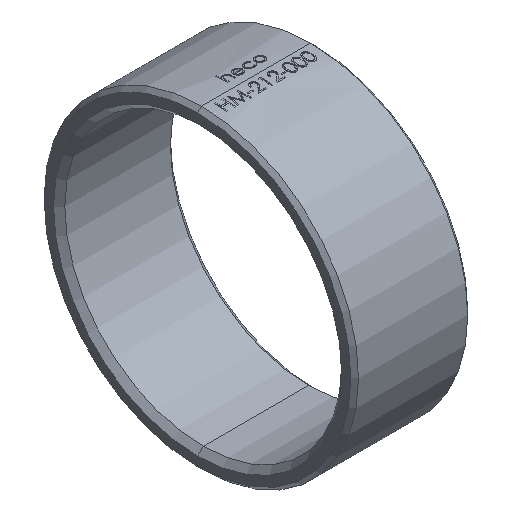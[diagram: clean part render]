
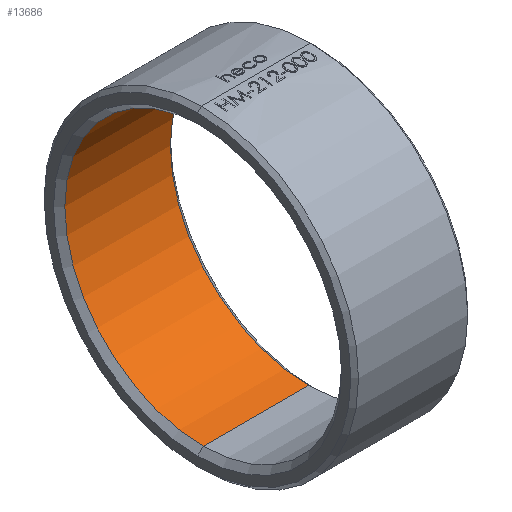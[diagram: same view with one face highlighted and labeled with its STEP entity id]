
A CAD part, isometric view. The second image highlights one B-rep face of the part: STEP entity #13686.
In plain terms, the highlighted cylindrical face has radius 36.115 mm (diameter 72.23 mm), a partial arc.
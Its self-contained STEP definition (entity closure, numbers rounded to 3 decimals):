
#751 = CARTESIAN_POINT ( 'NONE',  ( 1.48, 0., 36.115 ) ) ;
#837 = CIRCLE ( 'NONE', #16359, 36.115 ) ;
#866 = DIRECTION ( 'NONE',  ( 0., 0., 1. ) ) ;
#1215 = DIRECTION ( 'NONE',  ( -1., 0., 0. ) ) ;
#1544 = CARTESIAN_POINT ( 'NONE',  ( 30.501, 0., -36.115 ) ) ;
#1919 = AXIS2_PLACEMENT_3D ( 'NONE', #19566, #1215, #4242 ) ;
#1990 = LINE ( 'NONE', #1544, #5536 ) ;
#2476 = EDGE_CURVE ( 'NONE', #15440, #16636, #16320, .T. ) ;
#2959 = CARTESIAN_POINT ( 'NONE',  ( 29.02, 0., 0. ) ) ;
#4242 = DIRECTION ( 'NONE',  ( 0., 0., -1. ) ) ;
#4393 = CARTESIAN_POINT ( 'NONE',  ( 1.48, 0., -36.115 ) ) ;
#4414 = FACE_OUTER_BOUND ( 'NONE', #18889, .T. ) ;
#4495 = DIRECTION ( 'NONE',  ( -1., 0., 0. ) ) ;
#5536 = VECTOR ( 'NONE', #4495, 1000. ) ;
#6125 = DIRECTION ( 'NONE',  ( -1., 0., 0. ) ) ;
#6333 = CARTESIAN_POINT ( 'NONE',  ( 30.501, 0., 36.115 ) ) ;
#6515 = ORIENTED_EDGE ( 'NONE', *, *, #8929, .F. ) ;
#6850 = CYLINDRICAL_SURFACE ( 'NONE', #9767, 36.115 ) ;
#7744 = VERTEX_POINT ( 'NONE', #17895 ) ;
#7920 = ORIENTED_EDGE ( 'NONE', *, *, #2476, .T. ) ;
#8929 = EDGE_CURVE ( 'NONE', #7744, #16636, #1990, .T. ) ;
#9746 = CARTESIAN_POINT ( 'NONE',  ( 30.501, 0., 0. ) ) ;
#9767 = AXIS2_PLACEMENT_3D ( 'NONE', #9746, #13170, #866 ) ;
#9858 = ORIENTED_EDGE ( 'NONE', *, *, #12073, .T. ) ;
#10480 = LINE ( 'NONE', #6333, #11933 ) ;
#11933 = VECTOR ( 'NONE', #6125, 1000. ) ;
#12073 = EDGE_CURVE ( 'NONE', #17071, #15440, #10480, .T. ) ;
#13170 = DIRECTION ( 'NONE',  ( -1., 0., 0. ) ) ;
#13481 = DIRECTION ( 'NONE',  ( 1., 0., 0. ) ) ;
#13686 = ADVANCED_FACE ( 'NONE', ( #4414 ), #6850, .F. ) ;
#15440 = VERTEX_POINT ( 'NONE', #751 ) ;
#16081 = ORIENTED_EDGE ( 'NONE', *, *, #16624, .T. ) ;
#16320 = CIRCLE ( 'NONE', #1919, 36.115 ) ;
#16359 = AXIS2_PLACEMENT_3D ( 'NONE', #2959, #13481, #16485 ) ;
#16485 = DIRECTION ( 'NONE',  ( 0., 0., -1. ) ) ;
#16624 = EDGE_CURVE ( 'NONE', #7744, #17071, #837, .T. ) ;
#16636 = VERTEX_POINT ( 'NONE', #4393 ) ;
#17071 = VERTEX_POINT ( 'NONE', #17396 ) ;
#17396 = CARTESIAN_POINT ( 'NONE',  ( 29.02, 0., 36.115 ) ) ;
#17895 = CARTESIAN_POINT ( 'NONE',  ( 29.02, 0., -36.115 ) ) ;
#18889 = EDGE_LOOP ( 'NONE', ( #6515, #16081, #9858, #7920 ) ) ;
#19566 = CARTESIAN_POINT ( 'NONE',  ( 1.48, 0., 0. ) ) ;
